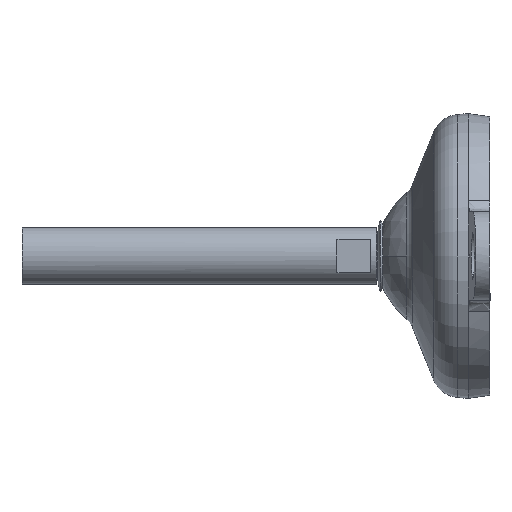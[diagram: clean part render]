
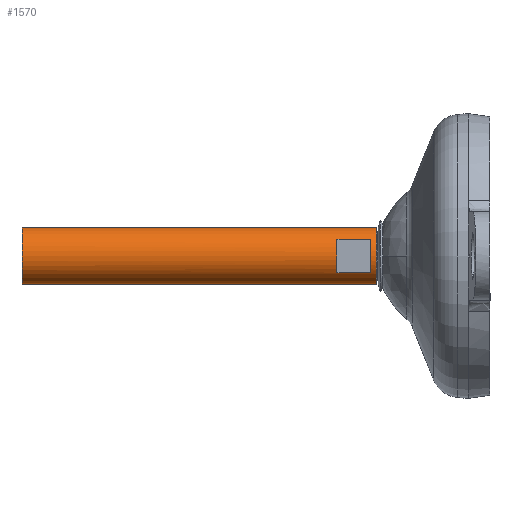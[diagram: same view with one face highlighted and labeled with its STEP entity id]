
A CAD part, left-side view. The second image highlights one B-rep face of the part: STEP entity #1570.
In plain terms, the highlighted cylindrical face has radius 8 mm (diameter 16 mm), a partial arc.
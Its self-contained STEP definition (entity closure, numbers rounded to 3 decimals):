
#4 = CIRCLE ( 'NONE', #1307, 8. ) ;
#23 = ORIENTED_EDGE ( 'NONE', *, *, #458, .F. ) ;
#31 = VECTOR ( 'NONE', #327, 1000. ) ;
#51 = EDGE_CURVE ( 'NONE', #110, #985, #611, .T. ) ;
#74 = LINE ( 'NONE', #1426, #637 ) ;
#87 = VERTEX_POINT ( 'NONE', #1440 ) ;
#110 = VERTEX_POINT ( 'NONE', #1034 ) ;
#193 = EDGE_CURVE ( 'NONE', #771, #1049, #312, .T. ) ;
#257 = LINE ( 'NONE', #1182, #729 ) ;
#258 = EDGE_CURVE ( 'NONE', #1478, #110, #1249, .T. ) ;
#262 = DIRECTION ( 'NONE',  ( 0., -1., 0. ) ) ;
#281 = AXIS2_PLACEMENT_3D ( 'NONE', #1610, #1230, #1494 ) ;
#292 = CARTESIAN_POINT ( 'NONE',  ( -6.5, 43., -4.664 ) ) ;
#312 = CIRCLE ( 'NONE', #873, 8. ) ;
#314 = ORIENTED_EDGE ( 'NONE', *, *, #756, .F. ) ;
#320 = CARTESIAN_POINT ( 'NONE',  ( -6.5, 0., -4.664 ) ) ;
#327 = DIRECTION ( 'NONE',  ( 0., -1., 0. ) ) ;
#337 = FACE_OUTER_BOUND ( 'NONE', #418, .T. ) ;
#346 = DIRECTION ( 'NONE',  ( 0., -1., 0. ) ) ;
#413 = AXIS2_PLACEMENT_3D ( 'NONE', #680, #822, #1234 ) ;
#418 = EDGE_LOOP ( 'NONE', ( #23, #730, #1422, #314 ) ) ;
#437 = ORIENTED_EDGE ( 'NONE', *, *, #836, .T. ) ;
#458 = EDGE_CURVE ( 'NONE', #1478, #87, #74, .T. ) ;
#477 = DIRECTION ( 'NONE',  ( 0., 1., 0. ) ) ;
#503 = CARTESIAN_POINT ( 'NONE',  ( -6.5, 43., 4.664 ) ) ;
#525 = CIRCLE ( 'NONE', #413, 8. ) ;
#579 = FACE_BOUND ( 'NONE', #736, .T. ) ;
#604 = DIRECTION ( 'NONE',  ( 0., 0., -1. ) ) ;
#611 = LINE ( 'NONE', #1273, #31 ) ;
#613 = DIRECTION ( 'NONE',  ( 0., -1., 0. ) ) ;
#637 = VECTOR ( 'NONE', #346, 1000. ) ;
#680 = CARTESIAN_POINT ( 'NONE',  ( 0., 32., 0. ) ) ;
#724 = VECTOR ( 'NONE', #1678, 1000. ) ;
#729 = VECTOR ( 'NONE', #1719, 1000. ) ;
#730 = ORIENTED_EDGE ( 'NONE', *, *, #258, .T. ) ;
#736 = EDGE_LOOP ( 'NONE', ( #437, #1703, #740, #1020 ) ) ;
#740 = ORIENTED_EDGE ( 'NONE', *, *, #1645, .T. ) ;
#756 = EDGE_CURVE ( 'NONE', #87, #985, #525, .T. ) ;
#766 = CARTESIAN_POINT ( 'NONE',  ( 0., 43., 0. ) ) ;
#771 = VERTEX_POINT ( 'NONE', #1243 ) ;
#786 = AXIS2_PLACEMENT_3D ( 'NONE', #1420, #613, #604 ) ;
#822 = DIRECTION ( 'NONE',  ( 0., -1., 0. ) ) ;
#829 = CARTESIAN_POINT ( 'NONE',  ( 0., 33.5, 0. ) ) ;
#836 = EDGE_CURVE ( 'NONE', #1049, #1056, #857, .T. ) ;
#853 = CYLINDRICAL_SURFACE ( 'NONE', #786, 8. ) ;
#857 = LINE ( 'NONE', #320, #724 ) ;
#873 = AXIS2_PLACEMENT_3D ( 'NONE', #829, #262, #1259 ) ;
#984 = EDGE_CURVE ( 'NONE', #1056, #996, #4, .T. ) ;
#985 = VERTEX_POINT ( 'NONE', #1714 ) ;
#996 = VERTEX_POINT ( 'NONE', #503 ) ;
#1016 = DIRECTION ( 'NONE',  ( 0., 0., 1. ) ) ;
#1020 = ORIENTED_EDGE ( 'NONE', *, *, #193, .T. ) ;
#1034 = CARTESIAN_POINT ( 'NONE',  ( 0., 131.5, -8. ) ) ;
#1049 = VERTEX_POINT ( 'NONE', #1479 ) ;
#1056 = VERTEX_POINT ( 'NONE', #292 ) ;
#1182 = CARTESIAN_POINT ( 'NONE',  ( -6.5, 0., 4.664 ) ) ;
#1230 = DIRECTION ( 'NONE',  ( 0., -1., 0. ) ) ;
#1234 = DIRECTION ( 'NONE',  ( 0., 0., -1. ) ) ;
#1243 = CARTESIAN_POINT ( 'NONE',  ( -6.5, 33.5, 4.664 ) ) ;
#1249 = CIRCLE ( 'NONE', #281, 8. ) ;
#1259 = DIRECTION ( 'NONE',  ( 0., 0., -1. ) ) ;
#1273 = CARTESIAN_POINT ( 'NONE',  ( 0., 0., -8. ) ) ;
#1307 = AXIS2_PLACEMENT_3D ( 'NONE', #766, #477, #1016 ) ;
#1385 = CARTESIAN_POINT ( 'NONE',  ( 0., 131.5, 8. ) ) ;
#1420 = CARTESIAN_POINT ( 'NONE',  ( 0., 0., 0. ) ) ;
#1422 = ORIENTED_EDGE ( 'NONE', *, *, #51, .T. ) ;
#1426 = CARTESIAN_POINT ( 'NONE',  ( 0., 0., 8. ) ) ;
#1440 = CARTESIAN_POINT ( 'NONE',  ( 0., 32., 8. ) ) ;
#1478 = VERTEX_POINT ( 'NONE', #1385 ) ;
#1479 = CARTESIAN_POINT ( 'NONE',  ( -6.5, 33.5, -4.664 ) ) ;
#1494 = DIRECTION ( 'NONE',  ( 0., 0., -1. ) ) ;
#1570 = ADVANCED_FACE ( 'NONE', ( #337, #579 ), #853, .T. ) ;
#1610 = CARTESIAN_POINT ( 'NONE',  ( 0., 131.5, 0. ) ) ;
#1645 = EDGE_CURVE ( 'NONE', #996, #771, #257, .T. ) ;
#1678 = DIRECTION ( 'NONE',  ( 0., 1., 0. ) ) ;
#1703 = ORIENTED_EDGE ( 'NONE', *, *, #984, .T. ) ;
#1714 = CARTESIAN_POINT ( 'NONE',  ( 0., 32., -8. ) ) ;
#1719 = DIRECTION ( 'NONE',  ( 0., -1., 0. ) ) ;
